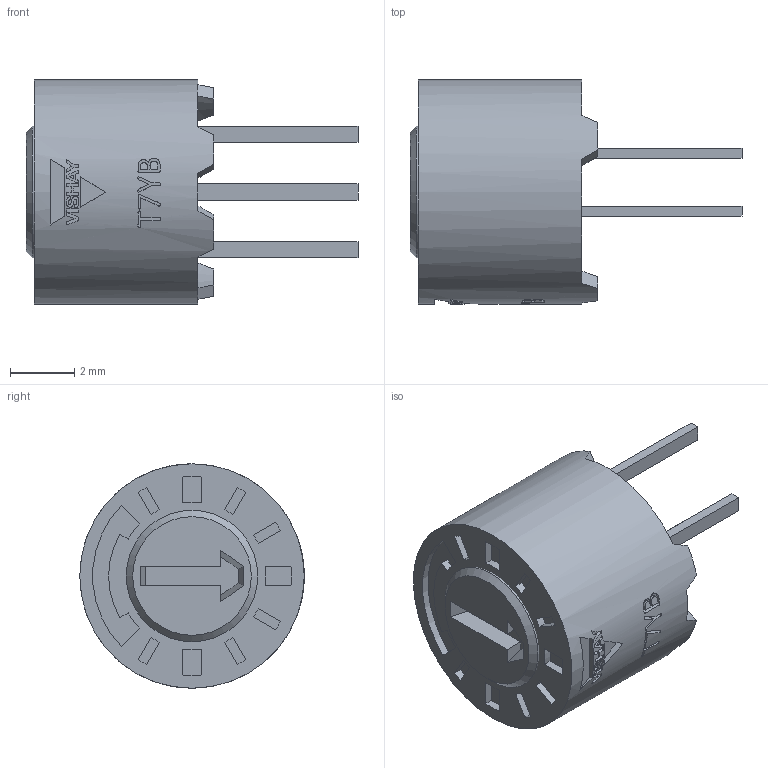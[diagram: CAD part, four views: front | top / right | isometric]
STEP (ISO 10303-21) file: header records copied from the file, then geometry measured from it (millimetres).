
FILE_DESCRIPTION(/* description */ ('Unknown'),/* implementation_level */ '2;1');
FILE_NAME(/* name */ 'T7YB- VISHAY',/* time_stamp */ '2018-11-30T15:42:26+01:00',/* author */ ('Unknown'),/* organization */ ('Unknown'),/* preprocessor_version */ 'ST-DEVELOPER v16.7',/* originating_system */ 'DEX',/* authorisation */ $);
FILE_SCHEMA (('AUTOMOTIVE_DESIGN {1 0 10303 214 3 1 1}'));
Length unit declared in the file: millimetre
Products named in the file (1): T7YB- VISHAY
Bounding box: 10.35 x 7 x 7 mm (x, y, z)
Volume: 203.9 mm3; surface area: 549.8 mm2
Topology: 7 solids, 7 shells, 243 faces, 584 edges, 381 vertices
Faces by surface type: plane 170, cylinder 41, bspline 22, cone 6, torus 4
Full cylindrical faces by diameter (mm): 4 x1, 4.1 x1, 5.9 x2, 6.2 x1, 7 x1
Entity records: 8808 total; most frequent: CARTESIAN_POINT 1899, ORIENTED_EDGE 1126, DIRECTION 1122, EDGE_CURVE 563, AXIS2_PLACEMENT_3D 381, VERTEX_POINT 376, LINE 360, VECTOR 360
